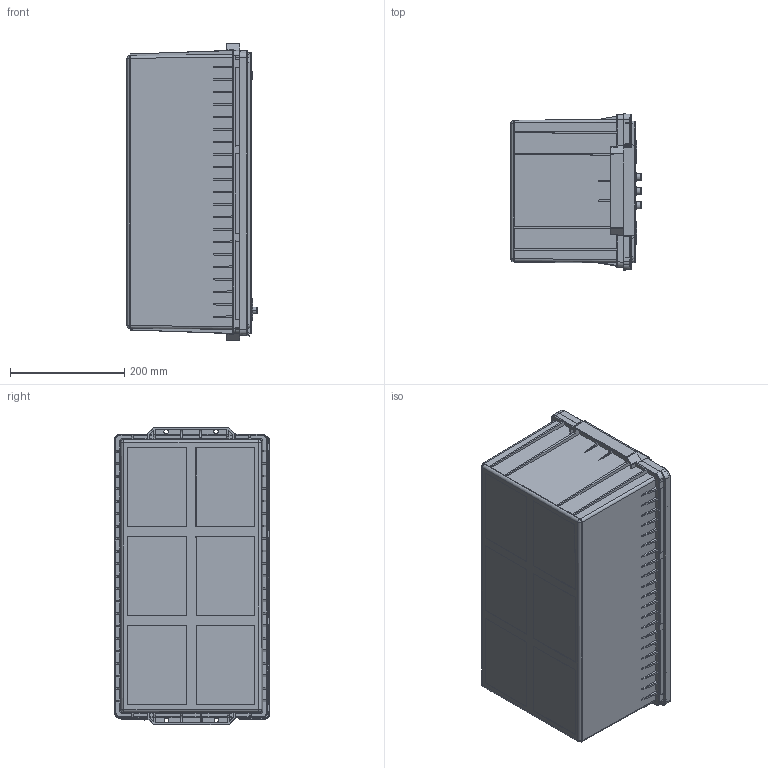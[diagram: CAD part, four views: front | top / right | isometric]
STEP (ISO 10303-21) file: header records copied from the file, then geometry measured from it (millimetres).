
FILE_DESCRIPTION (( 'STEP AP214' ), '1' );
FILE_NAME ('24-230S4 Case.STEP', '2024-06-04T15:29:27', ( '' ), ( '' ), 'SwSTEP 2.0', 'SolidWorks 2023', '' );
FILE_SCHEMA (( 'AUTOMOTIVE_DESIGN' ));
Length unit declared in the file: millimetre
Products named in the file (20): 24-230S4-A0008-24V230_ASM_ASM_2_ASM; 12V250AH-G_1_2_1_1_1_1_1_1_1__1; PRT0001_1_1_1_2_3_1_1_1_1_1_1; 250A-GAI_1_1_1_1_1_1_1; PRT0001_1_1_2_3_1_1_1_1_1_1; 12V250AH-G_1_ASM_1_ASM_1_ASM__2_ASM-0; 24-230S4 Case; ASM0002_ASM_1_ASM_1_1_ASM; 12V250AH-G_1_ASM_1_ASM_1_ASM__2_ASM; 12V250AH-XT_1_1_1_1_1_1_1_1_1_1; K12_1_ASM_1_ASM_1_ASM_1_ASM_1_2_ASM; 24-230S4-A0008-1-24V230_0302__1_ASM; 12V250AH-G_1_3_1_1_1_1_1_1_1__1; 24-230S4-A0008-24V230_0221_AS_2_ASM; K12_ASM_1_ASM_1_ASM_1_ASM_1_A_2_ASM; K12_1_2_1_1_1_1_1_1_1_1_1_1; A0009--12V460-1213_ASM_ASM_3__2_ASM; A0008--24V230_ASM_ASM_1_ASM_1_2_ASM; 24-230S4-A0008-24V230_0223_AS_2_ASM; K12_1_1_1_1_1_1_1_1_1_1_1_1
Assembly tree (20 placements, depth 11):
  24-230S4 Case
    24-230S4-A0008-1-24V230_0302__1_ASM
      ASM0002_ASM_1_ASM_1_1_ASM
        24-230S4-A0008-24V230_0223_AS_2_ASM
          24-230S4-A0008-24V230_0221_AS_2_ASM
            24-230S4-A0008-24V230_ASM_ASM_2_ASM
              A0008--24V230_ASM_ASM_1_ASM_1_2_ASM
                A0009--12V460-1213_ASM_ASM_3__2_ASM
                  12V250AH-G_1_ASM_1_ASM_1_ASM__2_ASM
                  K12_ASM_1_ASM_1_ASM_1_ASM_1_A_2_ASM
                  12V250AH-XT_1_1_1_1_1_1_1_1_1_1
                PRT0001_1_1_1_2_3_1_1_1_1_1_1
              250A-GAI_1_1_1_1_1_1_1
              PRT0001_1_1_2_3_1_1_1_1_1_1
    PRT0001_1_1_2_3_1_1_1_1_1_1
Bounding box: 228.2 x 272.85 x 522.06 mm (x, y, z)
Volume: 1787502.3 mm3; surface area: 1654937.3 mm2
Topology: 8 solids, 15 shells, 3465 faces, 8826 edges, 5491 vertices
Faces by surface type: plane 1365, cylinder 1210, torus 288, cone 259, bspline 222, sphere 121
Entity records: 143675 total; most frequent: CARTESIAN_POINT 73881, ORIENTED_EDGE 17316, DIRECTION 8735, EDGE_CURVE 8666, B_SPLINE_CURVE_WITH_KNOTS 6524, VERTEX_POINT 5401, AXIS2_PLACEMENT_3D 3614, EDGE_LOOP 3554
